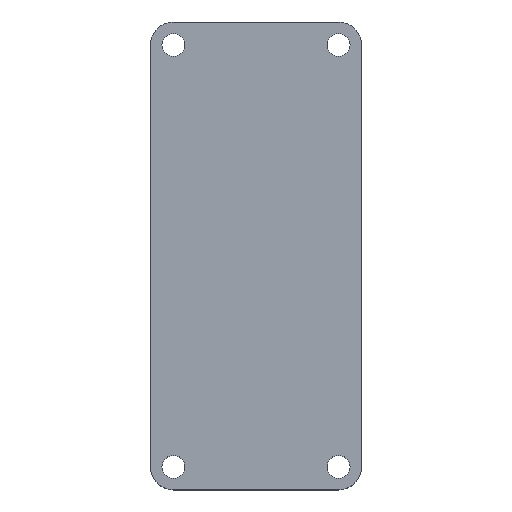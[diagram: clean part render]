
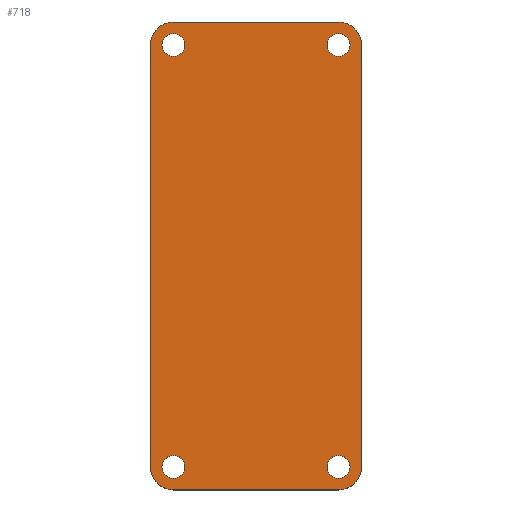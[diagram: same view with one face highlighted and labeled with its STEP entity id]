
A CAD part, top view. The second image highlights one B-rep face of the part: STEP entity #718.
In plain terms, the highlighted planar face has unit normal (0, 0, 1).
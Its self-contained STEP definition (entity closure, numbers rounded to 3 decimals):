
#33=FACE_BOUND('',#147,.T.);
#34=FACE_BOUND('',#148,.T.);
#35=FACE_BOUND('',#149,.T.);
#36=FACE_BOUND('',#150,.T.);
#54=PLANE('',#807);
#94=FACE_OUTER_BOUND('',#146,.T.);
#146=EDGE_LOOP('',(#633,#634,#635,#636,#637,#638,#639,#640));
#147=EDGE_LOOP('',(#641));
#148=EDGE_LOOP('',(#642));
#149=EDGE_LOOP('',(#643));
#150=EDGE_LOOP('',(#644));
#193=LINE('',#1139,#257);
#199=LINE('',#1167,#263);
#202=LINE('',#1175,#266);
#208=LINE('',#1197,#272);
#257=VECTOR('',#932,10.);
#263=VECTOR('',#960,10.);
#266=VECTOR('',#969,10.);
#272=VECTOR('',#997,10.);
#301=CIRCLE('',#779,2.5);
#310=CIRCLE('',#791,2.5);
#311=CIRCLE('',#794,2.5);
#312=CIRCLE('',#797,2.5);
#313=CIRCLE('',#799,1.25);
#314=CIRCLE('',#801,1.25);
#315=CIRCLE('',#803,1.25);
#316=CIRCLE('',#805,1.25);
#349=VERTEX_POINT('',#1126);
#350=VERTEX_POINT('',#1127);
#354=VERTEX_POINT('',#1137);
#364=VERTEX_POINT('',#1161);
#365=VERTEX_POINT('',#1165);
#366=VERTEX_POINT('',#1169);
#367=VERTEX_POINT('',#1173);
#368=VERTEX_POINT('',#1177);
#369=VERTEX_POINT('',#1181);
#370=VERTEX_POINT('',#1185);
#371=VERTEX_POINT('',#1189);
#372=VERTEX_POINT('',#1193);
#429=EDGE_CURVE('',#349,#350,#301,.T.);
#435=EDGE_CURVE('',#349,#354,#193,.T.);
#446=EDGE_CURVE('',#364,#354,#310,.T.);
#449=EDGE_CURVE('',#364,#365,#199,.T.);
#450=EDGE_CURVE('',#366,#365,#311,.T.);
#453=EDGE_CURVE('',#366,#367,#202,.T.);
#454=EDGE_CURVE('',#368,#367,#312,.T.);
#456=EDGE_CURVE('',#369,#369,#313,.T.);
#458=EDGE_CURVE('',#370,#370,#314,.T.);
#460=EDGE_CURVE('',#371,#371,#315,.T.);
#462=EDGE_CURVE('',#372,#372,#316,.T.);
#464=EDGE_CURVE('',#368,#350,#208,.T.);
#633=ORIENTED_EDGE('',*,*,#429,.F.);
#634=ORIENTED_EDGE('',*,*,#435,.T.);
#635=ORIENTED_EDGE('',*,*,#446,.F.);
#636=ORIENTED_EDGE('',*,*,#449,.T.);
#637=ORIENTED_EDGE('',*,*,#450,.F.);
#638=ORIENTED_EDGE('',*,*,#453,.T.);
#639=ORIENTED_EDGE('',*,*,#454,.F.);
#640=ORIENTED_EDGE('',*,*,#464,.T.);
#641=ORIENTED_EDGE('',*,*,#462,.T.);
#642=ORIENTED_EDGE('',*,*,#460,.T.);
#643=ORIENTED_EDGE('',*,*,#458,.T.);
#644=ORIENTED_EDGE('',*,*,#456,.T.);
#718=ADVANCED_FACE('',(#94,#33,#34,#35,#36),#54,.T.);
#779=AXIS2_PLACEMENT_3D('',#1128,#922,#923);
#791=AXIS2_PLACEMENT_3D('',#1162,#954,#955);
#794=AXIS2_PLACEMENT_3D('',#1170,#963,#964);
#797=AXIS2_PLACEMENT_3D('',#1178,#972,#973);
#799=AXIS2_PLACEMENT_3D('',#1182,#977,#978);
#801=AXIS2_PLACEMENT_3D('',#1186,#982,#983);
#803=AXIS2_PLACEMENT_3D('',#1190,#987,#988);
#805=AXIS2_PLACEMENT_3D('',#1194,#992,#993);
#807=AXIS2_PLACEMENT_3D('',#1198,#998,#999);
#922=DIRECTION('center_axis',(0.,0.,-1.));
#923=DIRECTION('ref_axis',(0.707,0.707,0.));
#932=DIRECTION('',(-1.,0.,0.));
#954=DIRECTION('center_axis',(0.,0.,-1.));
#955=DIRECTION('ref_axis',(-0.707,0.707,0.));
#960=DIRECTION('',(0.,-1.,0.));
#963=DIRECTION('center_axis',(0.,0.,-1.));
#964=DIRECTION('ref_axis',(-0.707,-0.707,0.));
#969=DIRECTION('',(1.,0.,0.));
#972=DIRECTION('center_axis',(0.,0.,-1.));
#973=DIRECTION('ref_axis',(0.707,-0.707,0.));
#977=DIRECTION('center_axis',(0.,0.,-1.));
#978=DIRECTION('ref_axis',(1.,0.,0.));
#982=DIRECTION('center_axis',(0.,0.,-1.));
#983=DIRECTION('ref_axis',(1.,0.,0.));
#987=DIRECTION('center_axis',(0.,0.,-1.));
#988=DIRECTION('ref_axis',(1.,0.,0.));
#992=DIRECTION('center_axis',(0.,0.,-1.));
#993=DIRECTION('ref_axis',(1.,0.,0.));
#997=DIRECTION('',(0.,1.,0.));
#998=DIRECTION('center_axis',(0.,0.,1.));
#999=DIRECTION('ref_axis',(1.,0.,0.));
#1126=CARTESIAN_POINT('',(9.,25.5,14.2));
#1127=CARTESIAN_POINT('',(11.5,23.,14.2));
#1128=CARTESIAN_POINT('Origin',(9.,23.,14.2));
#1137=CARTESIAN_POINT('',(-9.,25.5,14.2));
#1139=CARTESIAN_POINT('',(-11.5,25.5,14.2));
#1161=CARTESIAN_POINT('',(-11.5,23.,14.2));
#1162=CARTESIAN_POINT('Origin',(-9.,23.,14.2));
#1165=CARTESIAN_POINT('',(-11.5,-23.,14.2));
#1167=CARTESIAN_POINT('',(-11.5,-25.5,14.2));
#1169=CARTESIAN_POINT('',(-9.,-25.5,14.2));
#1170=CARTESIAN_POINT('Origin',(-9.,-23.,14.2));
#1173=CARTESIAN_POINT('',(9.,-25.5,14.2));
#1175=CARTESIAN_POINT('',(11.5,-25.5,14.2));
#1177=CARTESIAN_POINT('',(11.5,-23.,14.2));
#1178=CARTESIAN_POINT('Origin',(9.,-23.,14.2));
#1181=CARTESIAN_POINT('',(7.75,23.,14.2));
#1182=CARTESIAN_POINT('Origin',(9.,23.,14.2));
#1185=CARTESIAN_POINT('',(-10.25,23.,14.2));
#1186=CARTESIAN_POINT('Origin',(-9.,23.,14.2));
#1189=CARTESIAN_POINT('',(-10.25,-23.,14.2));
#1190=CARTESIAN_POINT('Origin',(-9.,-23.,14.2));
#1193=CARTESIAN_POINT('',(7.75,-23.,14.2));
#1194=CARTESIAN_POINT('Origin',(9.,-23.,14.2));
#1197=CARTESIAN_POINT('',(11.5,25.5,14.2));
#1198=CARTESIAN_POINT('Origin',(0.,0.,14.2));
